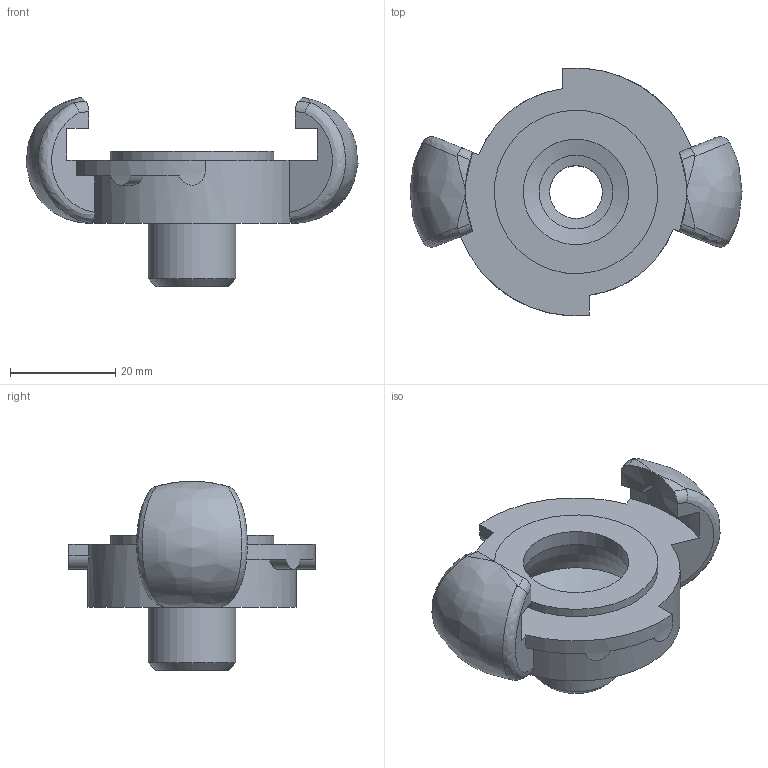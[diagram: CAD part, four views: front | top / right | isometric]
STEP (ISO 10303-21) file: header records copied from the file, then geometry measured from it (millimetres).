
FILE_DESCRIPTION(/* description */ (''),/* implementation_level */ '2;1');
FILE_NAME(/* name */ 'eka_38_v.stp',/* time_stamp */ '2022-09-17T10:30:52+02:00',/* author */ ('meier'),/* organization */ (''),/* preprocessor_version */ 'ST-DEVELOPER v18.1',/* originating_system */ 'Autodesk Inventor 2022',/* authorisation */ '0 mm^3');
FILE_SCHEMA (('AUTOMOTIVE_DESIGN { 1 0 10303 214 3 1 1 }'));
Length unit declared in the file: millimetre
Products named in the file (1): ENG-000601
Bounding box: 62.97 x 47 x 35.91 mm (x, y, z)
Volume: 19148.5 mm3; surface area: 10634.9 mm2
Topology: 1 solids, 2 shells, 64 faces, 167 edges, 111 vertices
Faces by surface type: cylinder 22, plane 22, bspline 6, torus 5, cone 5, sphere 4
Full cylindrical faces by diameter (mm): 10 x1, 14 x1, 16.662 x1, 20 x1, 28.5 x1, 31 x2, 34 x1, 35 x1, 39.5 x1
Entity records: 2858 total; most frequent: CARTESIAN_POINT 1207, ORIENTED_EDGE 334, DIRECTION 295, EDGE_CURVE 167, AXIS2_PLACEMENT_3D 119, VERTEX_POINT 111, EDGE_LOOP 72, STYLED_ITEM 65
